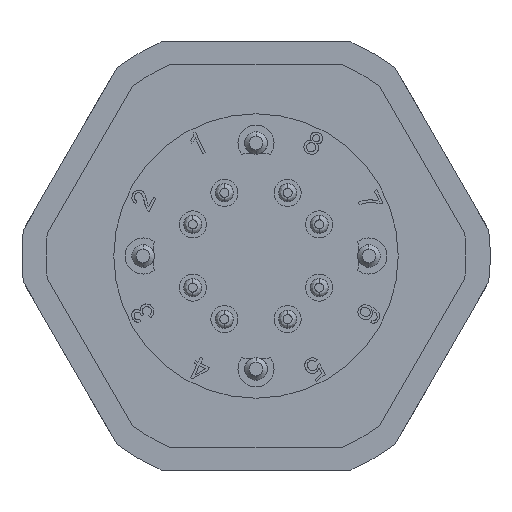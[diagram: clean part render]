
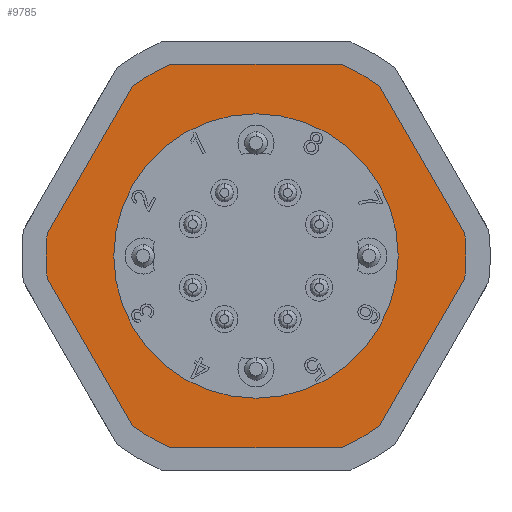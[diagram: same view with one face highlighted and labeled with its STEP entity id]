
A CAD part, front view. The second image highlights one B-rep face of the part: STEP entity #9785.
In plain terms, the highlighted planar face has unit normal (0, -1, 0).
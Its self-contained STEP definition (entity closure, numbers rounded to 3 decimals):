
#47 = CARTESIAN_POINT ( 'NONE',  ( 3.774, -8., 8.5 ) ) ;
#103 = EDGE_CURVE ( 'NONE', #6353, #3662, #10900, .T. ) ;
#249 = VERTEX_POINT ( 'NONE', #11570 ) ;
#347 = VERTEX_POINT ( 'NONE', #13421 ) ;
#495 = LINE ( 'NONE', #7547, #904 ) ;
#505 = DIRECTION ( 'NONE',  ( 0., 1., 0. ) ) ;
#557 = EDGE_CURVE ( 'NONE', #16405, #6353, #13773, .T. ) ;
#690 = VERTEX_POINT ( 'NONE', #6503 ) ;
#904 = VECTOR ( 'NONE', #1196, 1000. ) ;
#986 = EDGE_CURVE ( 'NONE', #690, #16405, #14314, .T. ) ;
#1196 = DIRECTION ( 'NONE',  ( 0.5, 0., -0.866 ) ) ;
#1201 = ORIENTED_EDGE ( 'NONE', *, *, #6912, .F. ) ;
#1206 = CIRCLE ( 'NONE', #11607, 9.3 ) ;
#1457 = ORIENTED_EDGE ( 'NONE', *, *, #11545, .F. ) ;
#1493 = AXIS2_PLACEMENT_3D ( 'NONE', #10303, #10322, #10337 ) ;
#1558 = LINE ( 'NONE', #5185, #7000 ) ;
#2102 = PLANE ( 'NONE',  #15094 ) ;
#2630 = CARTESIAN_POINT ( 'NONE',  ( 3.774, -8., 8.5 ) ) ;
#3554 = CARTESIAN_POINT ( 'NONE',  ( 9.248, -8., -0.982 ) ) ;
#3609 = CARTESIAN_POINT ( 'NONE',  ( -3.774, -8., 8.5 ) ) ;
#3662 = VERTEX_POINT ( 'NONE', #15235 ) ;
#3745 = DIRECTION ( 'NONE',  ( 0., 0., -1. ) ) ;
#3762 = DIRECTION ( 'NONE',  ( 0., 1., 0. ) ) ;
#3765 = CARTESIAN_POINT ( 'NONE',  ( 0., -8., 0. ) ) ;
#3806 = DIRECTION ( 'NONE',  ( 0., 0., -1. ) ) ;
#3811 = DIRECTION ( 'NONE',  ( 0., 1., 0. ) ) ;
#3824 = CARTESIAN_POINT ( 'NONE',  ( 0., -8., 0. ) ) ;
#3968 = VERTEX_POINT ( 'NONE', #12799 ) ;
#4292 = DIRECTION ( 'NONE',  ( -0.5, 0., -0.866 ) ) ;
#4325 = CARTESIAN_POINT ( 'NONE',  ( 5.474, -8., -7.518 ) ) ;
#4399 = ORIENTED_EDGE ( 'NONE', *, *, #986, .F. ) ;
#4517 = EDGE_CURVE ( 'NONE', #8405, #8281, #7973, .T. ) ;
#4553 = AXIS2_PLACEMENT_3D ( 'NONE', #10598, #10562, #10542 ) ;
#5107 = FACE_BOUND ( 'NONE', #12056, .T. ) ;
#5124 = DIRECTION ( 'NONE',  ( -0.5, 0., 0.866 ) ) ;
#5185 = CARTESIAN_POINT ( 'NONE',  ( -9.248, -8., -0.982 ) ) ;
#5330 = ORIENTED_EDGE ( 'NONE', *, *, #557, .F. ) ;
#5340 = CIRCLE ( 'NONE', #6236, 9.3 ) ;
#5507 = EDGE_CURVE ( 'NONE', #8701, #249, #1206, .T. ) ;
#6236 = AXIS2_PLACEMENT_3D ( 'NONE', #12982, #12944, #12929 ) ;
#6353 = VERTEX_POINT ( 'NONE', #8430 ) ;
#6367 = ORIENTED_EDGE ( 'NONE', *, *, #13157, .F. ) ;
#6503 = CARTESIAN_POINT ( 'NONE',  ( 5.474, -8., -7.518 ) ) ;
#6740 = CARTESIAN_POINT ( 'NONE',  ( -9.248, -8., -0.982 ) ) ;
#6912 = EDGE_CURVE ( 'NONE', #10446, #690, #12314, .T. ) ;
#6987 = EDGE_CURVE ( 'NONE', #14461, #3968, #14579, .T. ) ;
#7000 = VECTOR ( 'NONE', #5124, 1000. ) ;
#7204 = CARTESIAN_POINT ( 'NONE',  ( 0., -8., 0. ) ) ;
#7233 = AXIS2_PLACEMENT_3D ( 'NONE', #7557, #7554, #7536 ) ;
#7490 = CARTESIAN_POINT ( 'NONE',  ( 3.774, -8., -8.5 ) ) ;
#7536 = DIRECTION ( 'NONE',  ( 0., 0., -1. ) ) ;
#7547 = CARTESIAN_POINT ( 'NONE',  ( 9.248, -8., 0.982 ) ) ;
#7554 = DIRECTION ( 'NONE',  ( 0., -1., 0. ) ) ;
#7557 = CARTESIAN_POINT ( 'NONE',  ( 0., -8., 0. ) ) ;
#7908 = LINE ( 'NONE', #8869, #9469 ) ;
#7916 = VECTOR ( 'NONE', #9992, 1000. ) ;
#7973 = CIRCLE ( 'NONE', #7233, 6.3 ) ;
#8158 = CARTESIAN_POINT ( 'NONE',  ( 0., -8., 0. ) ) ;
#8281 = VERTEX_POINT ( 'NONE', #10977 ) ;
#8405 = VERTEX_POINT ( 'NONE', #9471 ) ;
#8430 = CARTESIAN_POINT ( 'NONE',  ( -3.774, -8., -8.5 ) ) ;
#8452 = CARTESIAN_POINT ( 'NONE',  ( -10., -8., 0. ) ) ;
#8462 = ORIENTED_EDGE ( 'NONE', *, *, #11685, .F. ) ;
#8492 = EDGE_CURVE ( 'NONE', #249, #13395, #7908, .T. ) ;
#8530 = ORIENTED_EDGE ( 'NONE', *, *, #103, .F. ) ;
#8701 = VERTEX_POINT ( 'NONE', #6740 ) ;
#8869 = CARTESIAN_POINT ( 'NONE',  ( -5.474, -8., 7.518 ) ) ;
#8887 = DIRECTION ( 'NONE',  ( 0.5, 0., 0.866 ) ) ;
#8908 = EDGE_CURVE ( 'NONE', #3662, #8701, #1558, .T. ) ;
#9376 = EDGE_LOOP ( 'NONE', ( #14782, #14123, #13432, #16519, #11997, #8530, #5330, #4399, #1201, #1457, #6367, #16462 ) ) ;
#9447 = EDGE_CURVE ( 'NONE', #9819, #14461, #10715, .T. ) ;
#9469 = VECTOR ( 'NONE', #8887, 1000. ) ;
#9471 = CARTESIAN_POINT ( 'NONE',  ( 0., -8., -6.3 ) ) ;
#9486 = EDGE_CURVE ( 'NONE', #13395, #9819, #15624, .T. ) ;
#9516 = DIRECTION ( 'NONE',  ( 0., 1., 0. ) ) ;
#9785 = ADVANCED_FACE ( 'NONE', ( #12813, #5107 ), #2102, .F. ) ;
#9819 = VERTEX_POINT ( 'NONE', #3609 ) ;
#9992 = DIRECTION ( 'NONE',  ( 1., 0., 0. ) ) ;
#10274 = DIRECTION ( 'NONE',  ( 0., 1., 0. ) ) ;
#10303 = CARTESIAN_POINT ( 'NONE',  ( 0., -8., 0. ) ) ;
#10322 = DIRECTION ( 'NONE',  ( 0., 1., 0. ) ) ;
#10337 = DIRECTION ( 'NONE',  ( 0., 0., -1. ) ) ;
#10446 = VERTEX_POINT ( 'NONE', #3554 ) ;
#10542 = DIRECTION ( 'NONE',  ( 0., 0., -1. ) ) ;
#10562 = DIRECTION ( 'NONE',  ( 0., -1., 0. ) ) ;
#10598 = CARTESIAN_POINT ( 'NONE',  ( 0., -8., 0. ) ) ;
#10715 = LINE ( 'NONE', #47, #7916 ) ;
#10900 = CIRCLE ( 'NONE', #1493, 9.3 ) ;
#10977 = CARTESIAN_POINT ( 'NONE',  ( 0., -8., 6.3 ) ) ;
#11545 = EDGE_CURVE ( 'NONE', #347, #10446, #5340, .T. ) ;
#11570 = CARTESIAN_POINT ( 'NONE',  ( -9.248, -8., 0.982 ) ) ;
#11607 = AXIS2_PLACEMENT_3D ( 'NONE', #7204, #9516, #13964 ) ;
#11685 = EDGE_CURVE ( 'NONE', #8281, #8405, #13383, .T. ) ;
#11997 = ORIENTED_EDGE ( 'NONE', *, *, #8908, .F. ) ;
#12056 = EDGE_LOOP ( 'NONE', ( #13446, #8462 ) ) ;
#12314 = LINE ( 'NONE', #4325, #13579 ) ;
#12640 = AXIS2_PLACEMENT_3D ( 'NONE', #3765, #3762, #3745 ) ;
#12799 = CARTESIAN_POINT ( 'NONE',  ( 5.474, -8., 7.518 ) ) ;
#12813 = FACE_OUTER_BOUND ( 'NONE', #9376, .T. ) ;
#12929 = DIRECTION ( 'NONE',  ( 0., 0., -1. ) ) ;
#12944 = DIRECTION ( 'NONE',  ( 0., 1., 0. ) ) ;
#12982 = CARTESIAN_POINT ( 'NONE',  ( 0., -8., 0. ) ) ;
#13157 = EDGE_CURVE ( 'NONE', #3968, #347, #495, .T. ) ;
#13383 = CIRCLE ( 'NONE', #4553, 6.3 ) ;
#13395 = VERTEX_POINT ( 'NONE', #13643 ) ;
#13421 = CARTESIAN_POINT ( 'NONE',  ( 9.248, -8., 0.982 ) ) ;
#13432 = ORIENTED_EDGE ( 'NONE', *, *, #8492, .F. ) ;
#13446 = ORIENTED_EDGE ( 'NONE', *, *, #4517, .F. ) ;
#13579 = VECTOR ( 'NONE', #4292, 1000. ) ;
#13643 = CARTESIAN_POINT ( 'NONE',  ( -5.474, -8., 7.518 ) ) ;
#13773 = LINE ( 'NONE', #15797, #14447 ) ;
#13964 = DIRECTION ( 'NONE',  ( 0., 0., -1. ) ) ;
#14123 = ORIENTED_EDGE ( 'NONE', *, *, #9486, .F. ) ;
#14144 = DIRECTION ( 'NONE',  ( 0., 0., -1. ) ) ;
#14314 = CIRCLE ( 'NONE', #15813, 9.3 ) ;
#14447 = VECTOR ( 'NONE', #15816, 1000. ) ;
#14461 = VERTEX_POINT ( 'NONE', #2630 ) ;
#14482 = DIRECTION ( 'NONE',  ( 0., 0., 1. ) ) ;
#14579 = CIRCLE ( 'NONE', #12640, 9.3 ) ;
#14782 = ORIENTED_EDGE ( 'NONE', *, *, #9447, .F. ) ;
#15094 = AXIS2_PLACEMENT_3D ( 'NONE', #8452, #10274, #14482 ) ;
#15235 = CARTESIAN_POINT ( 'NONE',  ( -5.474, -8., -7.518 ) ) ;
#15624 = CIRCLE ( 'NONE', #16433, 9.3 ) ;
#15797 = CARTESIAN_POINT ( 'NONE',  ( -3.774, -8., -8.5 ) ) ;
#15813 = AXIS2_PLACEMENT_3D ( 'NONE', #3824, #3811, #3806 ) ;
#15816 = DIRECTION ( 'NONE',  ( -1., 0., 0. ) ) ;
#16405 = VERTEX_POINT ( 'NONE', #7490 ) ;
#16433 = AXIS2_PLACEMENT_3D ( 'NONE', #8158, #505, #14144 ) ;
#16462 = ORIENTED_EDGE ( 'NONE', *, *, #6987, .F. ) ;
#16519 = ORIENTED_EDGE ( 'NONE', *, *, #5507, .F. ) ;
